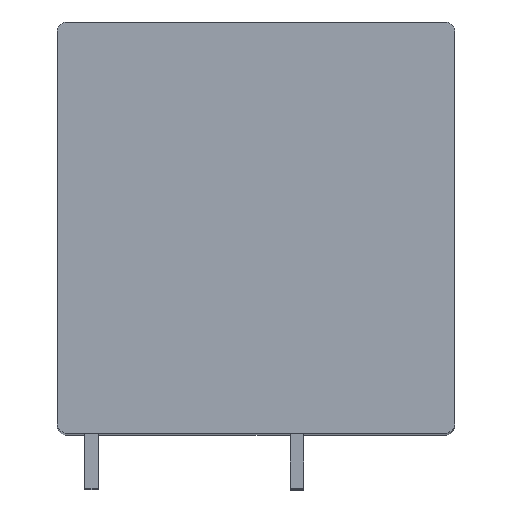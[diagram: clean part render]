
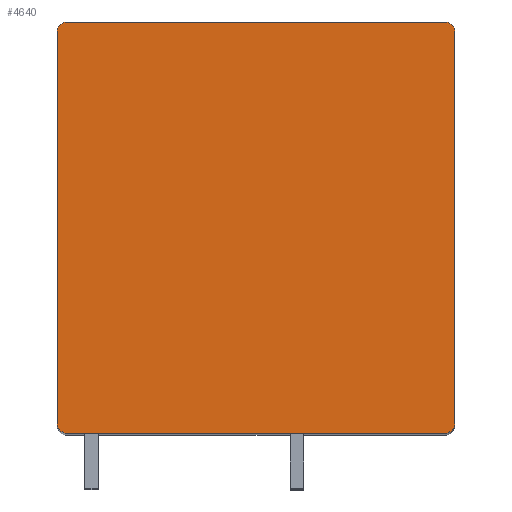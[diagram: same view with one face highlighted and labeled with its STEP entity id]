
A CAD part, top view. The second image highlights one B-rep face of the part: STEP entity #4640.
In plain terms, the highlighted planar face has unit normal (0, 0, 1).
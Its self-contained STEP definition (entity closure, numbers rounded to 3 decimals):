
#645=CARTESIAN_POINT('',(13.8,14.3,4.45));
#646=DIRECTION('',(0.,0.,1.));
#647=DIRECTION('',(1.,0.,0.));
#648=AXIS2_PLACEMENT_3D('',#645,#646,#647);
#650=DIRECTION('',(0.,1.,0.));
#651=VECTOR('',#650,28.6);
#652=CARTESIAN_POINT('',(14.5,-14.3,4.45));
#653=LINE('',#652,#651);
#654=CARTESIAN_POINT('',(13.8,-14.3,4.45));
#655=DIRECTION('',(0.,0.,1.));
#656=DIRECTION('',(0.,-1.,0.));
#657=AXIS2_PLACEMENT_3D('',#654,#655,#656);
#659=DIRECTION('',(1.,0.,0.));
#660=VECTOR('',#659,27.6);
#661=CARTESIAN_POINT('',(-13.8,-15.,4.45));
#662=LINE('',#661,#660);
#663=CARTESIAN_POINT('',(-13.8,-14.3,4.45));
#664=DIRECTION('',(0.,0.,1.));
#665=DIRECTION('',(-1.,0.,0.));
#666=AXIS2_PLACEMENT_3D('',#663,#664,#665);
#668=DIRECTION('',(0.,-1.,0.));
#669=VECTOR('',#668,28.6);
#670=CARTESIAN_POINT('',(-14.5,14.3,4.45));
#671=LINE('',#670,#669);
#672=CARTESIAN_POINT('',(-13.8,14.3,4.45));
#673=DIRECTION('',(0.,0.,1.));
#674=DIRECTION('',(0.,1.,0.));
#675=AXIS2_PLACEMENT_3D('',#672,#673,#674);
#677=DIRECTION('',(-1.,0.,0.));
#678=VECTOR('',#677,27.6);
#679=CARTESIAN_POINT('',(13.8,15.,4.45));
#680=LINE('',#679,#678);
#3193=CARTESIAN_POINT('',(14.5,14.3,4.45));
#3194=CARTESIAN_POINT('',(13.8,15.,4.45));
#3195=VERTEX_POINT('',#3193);
#3196=VERTEX_POINT('',#3194);
#3197=CARTESIAN_POINT('',(-13.8,15.,4.45));
#3198=VERTEX_POINT('',#3197);
#3199=CARTESIAN_POINT('',(-14.5,14.3,4.45));
#3200=VERTEX_POINT('',#3199);
#3201=CARTESIAN_POINT('',(-14.5,-14.3,4.45));
#3202=VERTEX_POINT('',#3201);
#3203=CARTESIAN_POINT('',(-13.8,-15.,4.45));
#3204=VERTEX_POINT('',#3203);
#3205=CARTESIAN_POINT('',(13.8,-15.,4.45));
#3206=VERTEX_POINT('',#3205);
#3207=CARTESIAN_POINT('',(14.5,-14.3,4.45));
#3208=VERTEX_POINT('',#3207);
#4625=CARTESIAN_POINT('',(0.,0.,4.45));
#4626=DIRECTION('',(0.,0.,1.));
#4627=DIRECTION('',(1.,0.,0.));
#4628=AXIS2_PLACEMENT_3D('',#4625,#4626,#4627);
#4629=PLANE('',#4628);
#4630=ORIENTED_EDGE('',*,*,#4088,.F.);
#4631=ORIENTED_EDGE('',*,*,#4103,.F.);
#4632=ORIENTED_EDGE('',*,*,#4309,.F.);
#4633=ORIENTED_EDGE('',*,*,#4323,.F.);
#4634=ORIENTED_EDGE('',*,*,#4577,.F.);
#4635=ORIENTED_EDGE('',*,*,#4591,.F.);
#4636=ORIENTED_EDGE('',*,*,#4605,.F.);
#4637=ORIENTED_EDGE('',*,*,#4618,.F.);
#4638=EDGE_LOOP('',(#4630,#4631,#4632,#4633,#4634,#4635,#4636,#4637));
#4639=FACE_OUTER_BOUND('',#4638,.F.);
#4640=ADVANCED_FACE('',(#4639),#4629,.T.);
#649=CIRCLE('',#648,0.7);
#658=CIRCLE('',#657,0.7);
#667=CIRCLE('',#666,0.7);
#676=CIRCLE('',#675,0.7);
#4088=EDGE_CURVE('',#3195,#3196,#649,.T.);
#4103=EDGE_CURVE('',#3208,#3195,#653,.T.);
#4309=EDGE_CURVE('',#3206,#3208,#658,.T.);
#4323=EDGE_CURVE('',#3204,#3206,#662,.T.);
#4577=EDGE_CURVE('',#3202,#3204,#667,.T.);
#4591=EDGE_CURVE('',#3200,#3202,#671,.T.);
#4605=EDGE_CURVE('',#3198,#3200,#676,.T.);
#4618=EDGE_CURVE('',#3196,#3198,#680,.T.);
